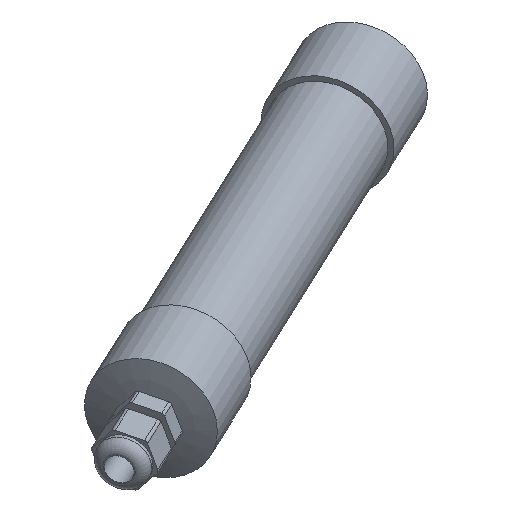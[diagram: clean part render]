
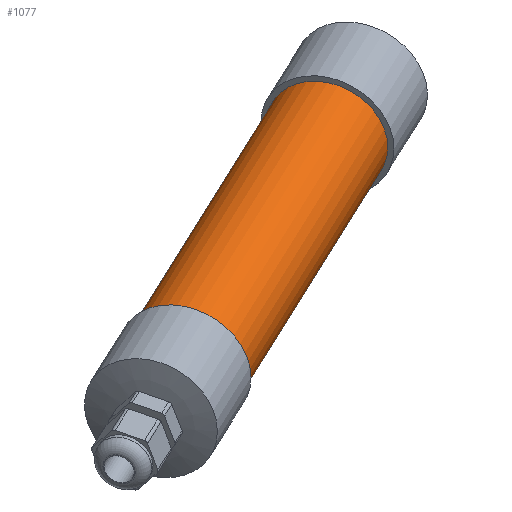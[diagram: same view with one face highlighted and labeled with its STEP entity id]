
A CAD part, isometric view. The second image highlights one B-rep face of the part: STEP entity #1077.
In plain terms, the highlighted cylindrical face has radius 15 mm (diameter 30 mm), a full revolution.
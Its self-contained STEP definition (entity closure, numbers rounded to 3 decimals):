
#121=FACE_OUTER_BOUND('',#190,.T.);
#190=EDGE_LOOP('',(#773,#774,#775,#776));
#265=LINE('',#1892,#340);
#340=VECTOR('',#1474,15.);
#424=CIRCLE('',#1293,15.);
#426=CIRCLE('',#1296,15.);
#498=VERTEX_POINT('',#1885);
#500=VERTEX_POINT('',#1890);
#605=EDGE_CURVE('',#498,#498,#424,.T.);
#607=EDGE_CURVE('',#500,#500,#426,.T.);
#608=EDGE_CURVE('',#500,#498,#265,.T.);
#773=ORIENTED_EDGE('',*,*,#607,.F.);
#774=ORIENTED_EDGE('',*,*,#608,.T.);
#775=ORIENTED_EDGE('',*,*,#605,.T.);
#776=ORIENTED_EDGE('',*,*,#608,.F.);
#1046=CYLINDRICAL_SURFACE('',#1295,15.);
#1077=ADVANCED_FACE('',(#121),#1046,.T.);
#1293=AXIS2_PLACEMENT_3D('',#1886,#1466,#1467);
#1295=AXIS2_PLACEMENT_3D('',#1889,#1470,#1471);
#1296=AXIS2_PLACEMENT_3D('',#1891,#1472,#1473);
#1466=DIRECTION('center_axis',(-1.,0.,0.));
#1467=DIRECTION('ref_axis',(0.,0.,1.));
#1470=DIRECTION('center_axis',(-1.,0.,0.));
#1471=DIRECTION('ref_axis',(0.,1.,0.));
#1472=DIRECTION('center_axis',(-1.,0.,0.));
#1473=DIRECTION('ref_axis',(0.,0.,1.));
#1474=DIRECTION('',(1.,0.,0.));
#1885=CARTESIAN_POINT('',(144.,-15.,0.));
#1886=CARTESIAN_POINT('Origin',(144.,0.,0.));
#1889=CARTESIAN_POINT('Origin',(72.,0.,0.));
#1890=CARTESIAN_POINT('',(0.,-15.,0.));
#1891=CARTESIAN_POINT('Origin',(0.,0.,0.));
#1892=CARTESIAN_POINT('',(72.,-15.,0.));
